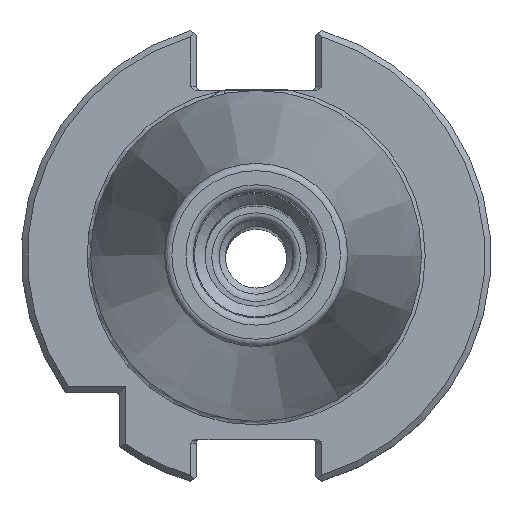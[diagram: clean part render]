
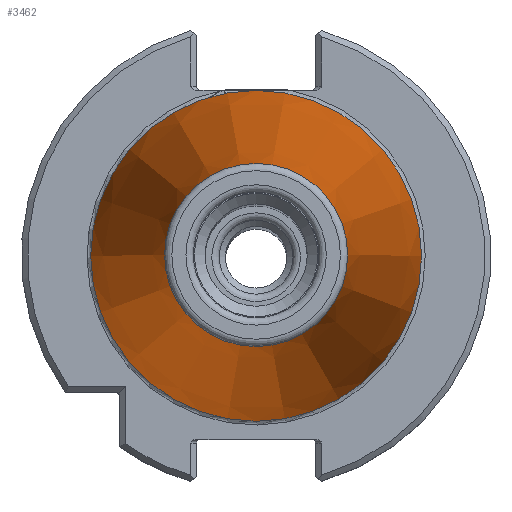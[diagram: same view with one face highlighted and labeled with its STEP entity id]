
A CAD part, top view. The second image highlights one B-rep face of the part: STEP entity #3462.
In plain terms, the highlighted conical face has half-angle 8.297 degrees and reference radius 22.395 mm.
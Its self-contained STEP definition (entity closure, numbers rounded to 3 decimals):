
#130=CONICAL_SURFACE('',#3726,22.395,0.145);
#824=ORIENTED_EDGE('',*,*,#1197,.T.);
#825=ORIENTED_EDGE('',*,*,#1210,.F.);
#1197=EDGE_CURVE('',#1432,#1432,#1579,.T.);
#1210=EDGE_CURVE('',#1436,#1436,#1590,.T.);
#1432=VERTEX_POINT('',#5169);
#1436=VERTEX_POINT('',#5199);
#1579=CIRCLE('',#3703,22.395);
#1590=CIRCLE('',#3727,12.397);
#1758=EDGE_LOOP('',(#824));
#1759=EDGE_LOOP('',(#825));
#2011=FACE_BOUND('',#1758,.T.);
#2012=FACE_BOUND('',#1759,.T.);
#3462=ADVANCED_FACE('',(#2011,#2012),#130,.T.);
#3703=AXIS2_PLACEMENT_3D('',#5168,#4294,#4295);
#3726=AXIS2_PLACEMENT_3D('',#5197,#4342,#4343);
#3727=AXIS2_PLACEMENT_3D('',#5198,#4344,#4345);
#4294=DIRECTION('',(0.,0.,1.));
#4295=DIRECTION('',(1.,0.,0.));
#4342=DIRECTION('',(0.,0.,-1.));
#4343=DIRECTION('',(-1.,0.,0.));
#4344=DIRECTION('',(0.,0.,1.));
#4345=DIRECTION('',(1.,0.,0.));
#5168=CARTESIAN_POINT('',(0.,0.,-1.163));
#5169=CARTESIAN_POINT('',(22.395,0.,-1.163));
#5197=CARTESIAN_POINT('',(0.,0.,-1.163));
#5198=CARTESIAN_POINT('',(0.,0.,67.394));
#5199=CARTESIAN_POINT('',(12.397,0.,67.394));
